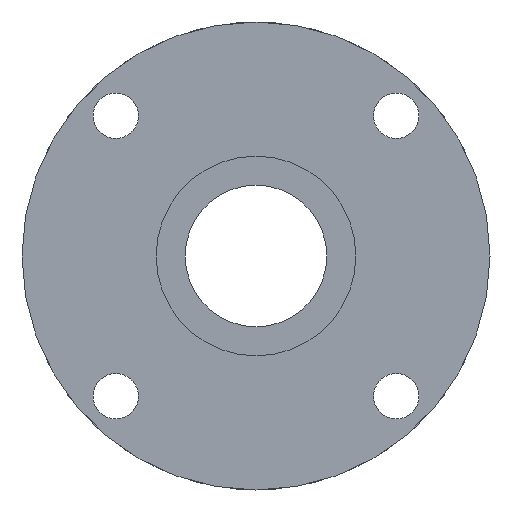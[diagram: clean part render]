
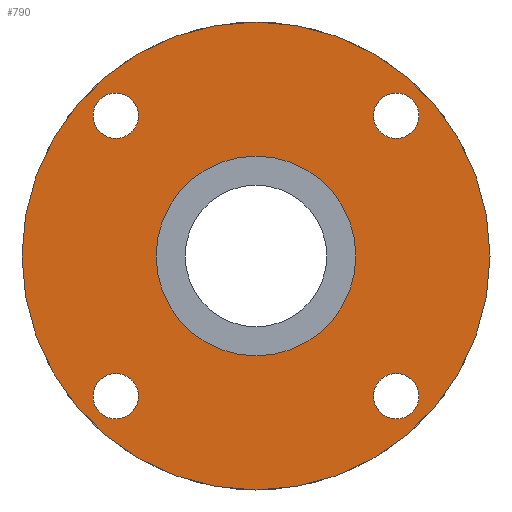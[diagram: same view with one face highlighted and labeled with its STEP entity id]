
A CAD part, front view. The second image highlights one B-rep face of the part: STEP entity #790.
In plain terms, the highlighted planar face has unit normal (0, -1, 0).
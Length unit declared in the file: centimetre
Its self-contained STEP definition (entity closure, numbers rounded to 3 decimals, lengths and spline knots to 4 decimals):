
#33=FACE_BOUND('',#148,.T.);
#34=FACE_BOUND('',#149,.T.);
#35=FACE_BOUND('',#150,.T.);
#36=FACE_BOUND('',#151,.T.);
#37=FACE_BOUND('',#152,.T.);
#53=PLANE('',#892);
#92=FACE_OUTER_BOUND('',#147,.T.);
#147=EDGE_LOOP('',(#712));
#148=EDGE_LOOP('',(#713));
#149=EDGE_LOOP('',(#714));
#150=EDGE_LOOP('',(#715));
#151=EDGE_LOOP('',(#716));
#152=EDGE_LOOP('',(#717));
#306=CIRCLE('',#866,0.25);
#308=CIRCLE('',#870,0.25);
#310=CIRCLE('',#874,0.25);
#312=CIRCLE('',#878,0.25);
#317=CIRCLE('',#891,2.5775);
#318=CIRCLE('',#893,1.1);
#380=VERTEX_POINT('',#1302);
#382=VERTEX_POINT('',#1310);
#384=VERTEX_POINT('',#1318);
#386=VERTEX_POINT('',#1326);
#391=VERTEX_POINT('',#1420);
#392=VERTEX_POINT('',#1424);
#475=EDGE_CURVE('',#380,#380,#306,.T.);
#479=EDGE_CURVE('',#382,#382,#308,.T.);
#483=EDGE_CURVE('',#384,#384,#310,.T.);
#487=EDGE_CURVE('',#386,#386,#312,.T.);
#499=EDGE_CURVE('',#391,#391,#317,.T.);
#501=EDGE_CURVE('',#392,#392,#318,.T.);
#712=ORIENTED_EDGE('',*,*,#499,.T.);
#713=ORIENTED_EDGE('',*,*,#475,.T.);
#714=ORIENTED_EDGE('',*,*,#479,.T.);
#715=ORIENTED_EDGE('',*,*,#483,.T.);
#716=ORIENTED_EDGE('',*,*,#487,.T.);
#717=ORIENTED_EDGE('',*,*,#501,.F.);
#790=ADVANCED_FACE('',(#92,#33,#34,#35,#36,#37),#53,.T.);
#866=AXIS2_PLACEMENT_3D('',#1304,#1062,#1063);
#870=AXIS2_PLACEMENT_3D('',#1312,#1072,#1073);
#874=AXIS2_PLACEMENT_3D('',#1320,#1082,#1083);
#878=AXIS2_PLACEMENT_3D('',#1328,#1092,#1093);
#891=AXIS2_PLACEMENT_3D('',#1421,#1121,#1122);
#892=AXIS2_PLACEMENT_3D('',#1423,#1124,#1125);
#893=AXIS2_PLACEMENT_3D('',#1425,#1126,#1127);
#1062=DIRECTION('center_axis',(0.,1.,0.));
#1063=DIRECTION('ref_axis',(1.,0.,0.));
#1072=DIRECTION('center_axis',(0.,1.,0.));
#1073=DIRECTION('ref_axis',(1.,0.,0.));
#1082=DIRECTION('center_axis',(0.,1.,0.));
#1083=DIRECTION('ref_axis',(1.,0.,0.));
#1092=DIRECTION('center_axis',(0.,1.,0.));
#1093=DIRECTION('ref_axis',(1.,0.,0.));
#1121=DIRECTION('center_axis',(0.,-1.,0.));
#1122=DIRECTION('ref_axis',(1.,0.,0.));
#1124=DIRECTION('center_axis',(0.,-1.,0.));
#1125=DIRECTION('ref_axis',(0.,0.,-1.));
#1126=DIRECTION('center_axis',(0.,-1.,0.));
#1127=DIRECTION('ref_axis',(1.,0.,0.));
#1302=CARTESIAN_POINT('',(-1.7954,0.,-1.5454));
#1304=CARTESIAN_POINT('Origin',(-1.5454,0.,-1.5454));
#1310=CARTESIAN_POINT('',(1.2954,0.,1.5454));
#1312=CARTESIAN_POINT('Origin',(1.5454,0.,1.5454));
#1318=CARTESIAN_POINT('',(-1.7954,0.,1.5454));
#1320=CARTESIAN_POINT('Origin',(-1.5454,0.,1.5454));
#1326=CARTESIAN_POINT('',(1.2954,0.,-1.5454));
#1328=CARTESIAN_POINT('Origin',(1.5454,0.,-1.5454));
#1420=CARTESIAN_POINT('',(0.,0.,2.5775));
#1421=CARTESIAN_POINT('Origin',(0.,0.,0.));
#1423=CARTESIAN_POINT('Origin',(0.,0.,-1.1));
#1424=CARTESIAN_POINT('',(0.,0.,1.1));
#1425=CARTESIAN_POINT('Origin',(0.,0.,0.));
